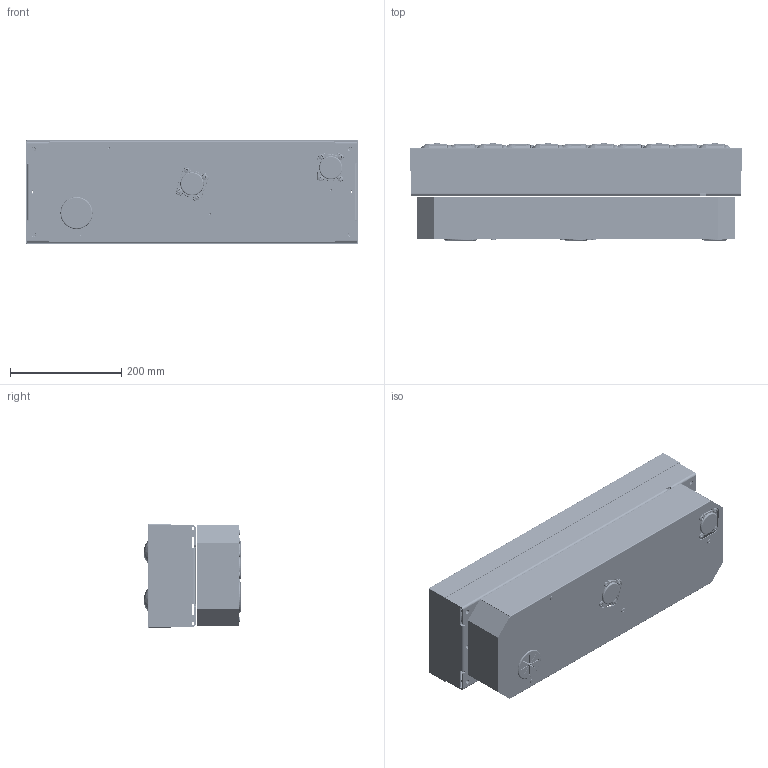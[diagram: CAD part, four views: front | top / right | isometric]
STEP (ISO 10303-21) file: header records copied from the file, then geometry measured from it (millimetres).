
FILE_DESCRIPTION(/* description */ (''),/* implementation_level */ '2;1');
FILE_NAME(/* name */ 'DMBS-62S-SSS-30Z-0 外観図.stp',/* time_stamp */ '2022-02-15T11:59:41+09:00',/* author */ ('y-kakiuchi'),/* organization */ (''),/* preprocessor_version */ 'ST-DEVELOPER v18.1',/* originating_system */ 'Autodesk Inventor 2021',/* authorisation */ '');
FILE_SCHEMA (('AUTOMOTIVE_DESIGN { 1 0 10303 214 3 1 1 }'));
Length unit declared in the file: millimetre
Products named in the file (21): DMBS-62S-SSS-30Z-0 外観図; DMBS-62S-SSS-31A-0 上面カバー600L完成品; DMBS-62S-SSS-31B-0 上面カバー600L; DMBS-42S-SSS-122-2 スライドブッシュ; 底カバー; DMBS-62S-SSS-311-0 ベース600L; 配線孔　SX58B-12(スガツネ工業); DMBS-42S-SSS-130-0 ボールエレメント組立; DMBS-42S-SSS-136-2 ギヤカップカバー; 直交GM完成品(MABS首振); GM組立; ANSI B 27.7M - 3AMI-15; 直交GM完成品(MABS搬送); ケースカバー; ケース; JIS B 1176 - M5 x 12 - 0.8; JIS B 1111 - M5x12(1); JIS B 1111 - M3x14(1); GM組立(搬送用); JIS B 1163 - M8; 六角穴付極低頭ボルトM5×
6
Assembly tree (84 placements, depth 3):
  DMBS-62S-SSS-30Z-0 外観図
    DMBS-62S-SSS-31A-0 上面カバー600L完成品
      DMBS-62S-SSS-31B-0 上面カバー600L
      DMBS-42S-SSS-122-2 スライドブッシュ  x11
    底カバー
    DMBS-62S-SSS-311-0 ベース600L
    配線孔　SX58B-12(スガツネ工業)
    DMBS-42S-SSS-130-0 ボールエレメント組立  x11
    DMBS-42S-SSS-136-2 ギヤカップカバー  x11
    直交GM完成品(MABS首振)
      GM組立
      ケースカバー
      ケース
      ANSI B 27.7M - 3AMI-15
      JIS B 1176 - M5 x 12 - 0.8  x4
      JIS B 1111 - M5x12(1)  x4
      JIS B 1111 - M3x14(1)  x2
    直交GM完成品(MABS搬送)
      ケースカバー
      ケース
      JIS B 1176 - M5 x 12 - 0.8  x4
      JIS B 1111 - M5x12(1)  x4
      JIS B 1111 - M3x14(1)  x2
      GM組立(搬送用)
    JIS B 1163 - M8  x6
    六角穴付極低頭ボルトM5×
6  x11
Bounding box: 598 x 175 x 186 mm (x, y, z)
Volume: 4326921 mm3; surface area: 1694556.3 mm2
Topology: 81 solids, 81 shells, 4290 faces, 11854 edges, 8016 vertices
Faces by surface type: plane 1701, torus 1090, cylinder 1069, cone 343, bspline 87
Full cylindrical faces by diameter (mm): 1.7 x2, 2.5 x4, 3 x4, 3.5 x4, 4.2 x8, 4.8 x32, 5 x27, 5.2 x8, 6 x8, 6.2 x7, 6.5 x4, 6.647 x6, 7 x4, 8 x6, 8.5 x8, 9 x13, 11 x33, 11.001 x11, 14 x22, 40.999 x11, 41 x2, 42 x4, 47 x2, 51.598 x2, 53 x5, 58 x13, 62 x11, 72.8 x11, 75.712 x11, 76.8 x11
Entity records: 36316 total; most frequent: CARTESIAN_POINT 7250, DIRECTION 6255, ORIENTED_EDGE 5502, EDGE_CURVE 2751, AXIS2_PLACEMENT_3D 2505, VERTEX_POINT 1838, CIRCLE 1361, LINE 1245
